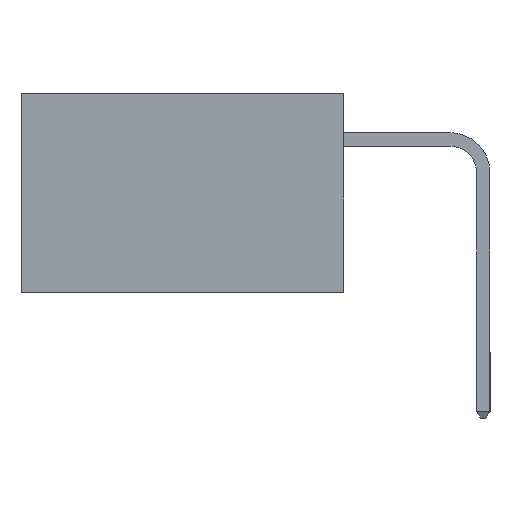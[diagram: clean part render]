
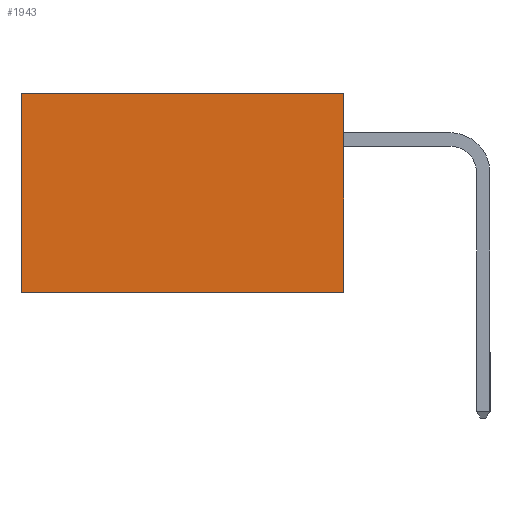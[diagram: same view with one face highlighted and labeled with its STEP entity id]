
A CAD part, left-side view. The second image highlights one B-rep face of the part: STEP entity #1943.
In plain terms, the highlighted planar face has unit normal (-1, 0, 0).
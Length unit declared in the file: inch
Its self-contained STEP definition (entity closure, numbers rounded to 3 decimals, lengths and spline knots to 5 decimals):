
#829 = EDGE_CURVE ( 'NONE', #2809, #9130, #6909, .T. ) ;
#1069 = FACE_OUTER_BOUND ( 'NONE', #11752, .T. ) ;
#1786 = VECTOR ( 'NONE', #5925, 39.37008 ) ;
#1943 = ADVANCED_FACE ( 'NONE', ( #1069 ), #9108, .F. ) ;
#2809 = VERTEX_POINT ( 'NONE', #4818 ) ;
#2812 = EDGE_CURVE ( 'NONE', #6662, #9853, #12837, .T. ) ;
#2863 = CARTESIAN_POINT ( 'NONE',  ( 0.2615, 0., 0. ) ) ;
#3132 = VECTOR ( 'NONE', #5702, 39.37008 ) ;
#3322 = ORIENTED_EDGE ( 'NONE', *, *, #8087, .F. ) ;
#3834 = CARTESIAN_POINT ( 'NONE',  ( 0.2615, 0., -0.37 ) ) ;
#4818 = CARTESIAN_POINT ( 'NONE',  ( 0.2615, 0.6, 0. ) ) ;
#5061 = CARTESIAN_POINT ( 'NONE',  ( 0.2615, 0.6, -0.37 ) ) ;
#5298 = ORIENTED_EDGE ( 'NONE', *, *, #2812, .F. ) ;
#5320 = ORIENTED_EDGE ( 'NONE', *, *, #829, .T. ) ;
#5628 = DIRECTION ( 'NONE',  ( 0., 1., 0. ) ) ;
#5702 = DIRECTION ( 'NONE',  ( 0., 1., 0. ) ) ;
#5925 = DIRECTION ( 'NONE',  ( 0., 0., -1. ) ) ;
#6088 = CARTESIAN_POINT ( 'NONE',  ( 0.2615, 0., 0. ) ) ;
#6662 = VERTEX_POINT ( 'NONE', #6088 ) ;
#6909 = LINE ( 'NONE', #12966, #1786 ) ;
#7727 = CARTESIAN_POINT ( 'NONE',  ( 0.2615, 0., -0.37 ) ) ;
#7992 = DIRECTION ( 'NONE',  ( 0., 0., -1. ) ) ;
#8087 = EDGE_CURVE ( 'NONE', #9853, #9130, #9833, .T. ) ;
#8571 = EDGE_CURVE ( 'NONE', #6662, #2809, #11870, .T. ) ;
#8946 = DIRECTION ( 'NONE',  ( 0., 0., -1. ) ) ;
#9012 = ORIENTED_EDGE ( 'NONE', *, *, #8571, .T. ) ;
#9039 = DIRECTION ( 'NONE',  ( 1., 0., 0. ) ) ;
#9108 = PLANE ( 'NONE',  #10809 ) ;
#9130 = VERTEX_POINT ( 'NONE', #5061 ) ;
#9799 = VECTOR ( 'NONE', #8946, 39.37008 ) ;
#9833 = LINE ( 'NONE', #12736, #3132 ) ;
#9853 = VERTEX_POINT ( 'NONE', #7727 ) ;
#10809 = AXIS2_PLACEMENT_3D ( 'NONE', #11152, #9039, #7992 ) ;
#11152 = CARTESIAN_POINT ( 'NONE',  ( 0.2615, 0., -0.37 ) ) ;
#11271 = VECTOR ( 'NONE', #5628, 39.37008 ) ;
#11752 = EDGE_LOOP ( 'NONE', ( #5320, #3322, #5298, #9012 ) ) ;
#11870 = LINE ( 'NONE', #2863, #11271 ) ;
#12736 = CARTESIAN_POINT ( 'NONE',  ( 0.2615, 0., -0.37 ) ) ;
#12837 = LINE ( 'NONE', #3834, #9799 ) ;
#12966 = CARTESIAN_POINT ( 'NONE',  ( 0.2615, 0.6, -0.37 ) ) ;
